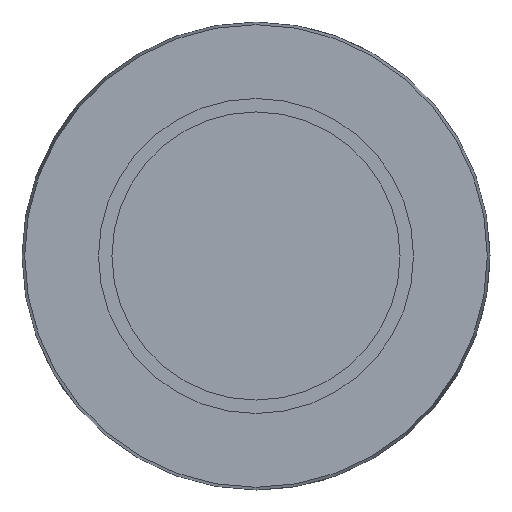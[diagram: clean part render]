
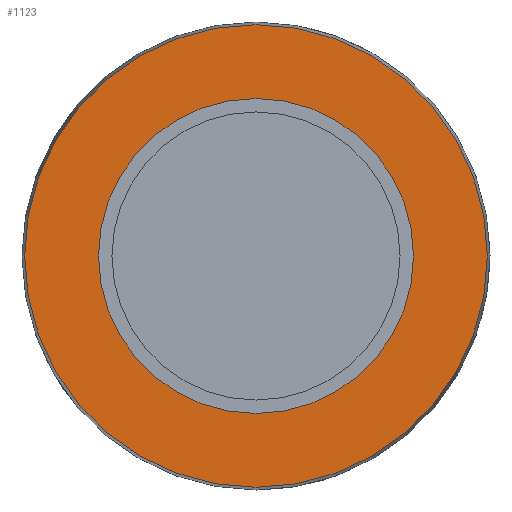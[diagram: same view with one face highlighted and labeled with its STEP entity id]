
A CAD part, front view. The second image highlights one B-rep face of the part: STEP entity #1123.
In plain terms, the highlighted planar face has unit normal (0, -1, 0).
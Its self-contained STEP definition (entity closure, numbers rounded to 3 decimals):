
#864=CARTESIAN_POINT('',(-12.85,-18.,0.0));
#865=VERTEX_POINT('',#864);
#866=CARTESIAN_POINT('',(0.0,-18.,0.0));
#867=DIRECTION('',(0.0,1.0,0.0));
#868=DIRECTION('',(-1.0,0.0,0.0));
#869=AXIS2_PLACEMENT_3D('',#866,#867,#868);
#870=CIRCLE('',#869,12.85);
#871=EDGE_CURVE('',#865,#865,#870,.T.);
#1097=CARTESIAN_POINT('',(-8.75,-18.,0.0));
#1098=VERTEX_POINT('',#1097);
#1099=CARTESIAN_POINT('',(0.0,-18.,0.0));
#1100=DIRECTION('',(0.0,1.0,0.0));
#1101=DIRECTION('',(-1.0,0.0,0.0));
#1102=AXIS2_PLACEMENT_3D('',#1099,#1100,#1101);
#1103=CIRCLE('',#1102,8.75);
#1104=EDGE_CURVE('',#1098,#1098,#1103,.T.);
#1112=CARTESIAN_POINT('',(-10.8,-18.,0.0));
#1113=DIRECTION('',(0.0,-1.0,0.0));
#1114=DIRECTION('',(0.0,0.0,-1.0));
#1115=AXIS2_PLACEMENT_3D('',#1112,#1113,#1114);
#1116=PLANE('',#1115);
#1117=ORIENTED_EDGE('',*,*,#871,.F.);
#1118=EDGE_LOOP('',(#1117));
#1119=FACE_OUTER_BOUND('',#1118,.T.);
#1120=ORIENTED_EDGE('',*,*,#1104,.T.);
#1121=EDGE_LOOP('',(#1120));
#1122=FACE_BOUND('',#1121,.T.);
#1123=ADVANCED_FACE('',(#1119,#1122),#1116,.T.);
